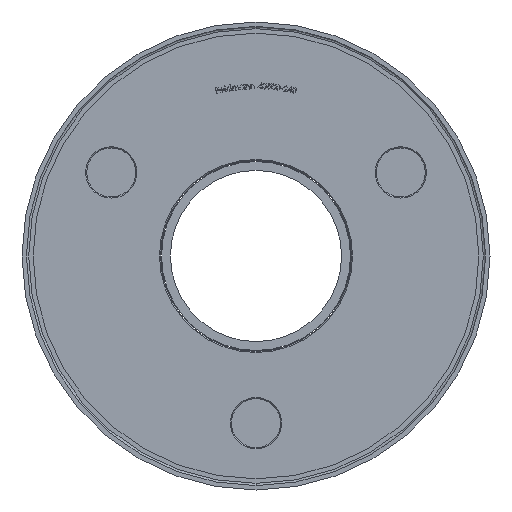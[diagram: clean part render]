
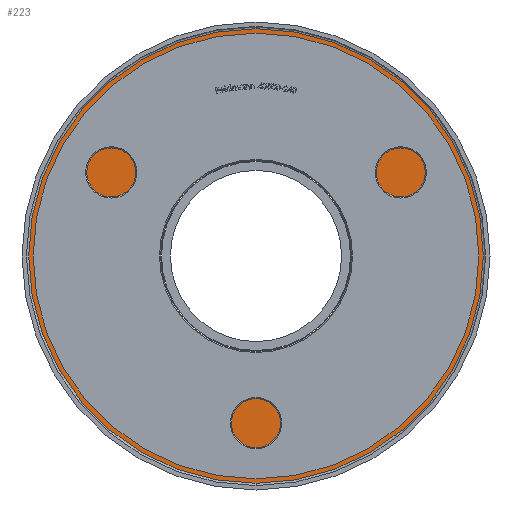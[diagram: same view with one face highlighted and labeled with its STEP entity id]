
A CAD part, front view. The second image highlights one B-rep face of the part: STEP entity #223.
In plain terms, the highlighted planar face has unit normal (0, -1, 0).
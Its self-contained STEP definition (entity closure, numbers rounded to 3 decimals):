
#70 = EDGE_CURVE ( 'NONE', #2795, #7746, #6360, .T. ) ;
#223 = ADVANCED_FACE ( 'NONE', ( #9907, #11782 ), #9076, .F. ) ;
#925 = AXIS2_PLACEMENT_3D ( 'NONE', #2736, #6107, #14401 ) ;
#1328 = CARTESIAN_POINT ( 'NONE',  ( 0., 24., 0. ) ) ;
#1499 = EDGE_CURVE ( 'NONE', #11142, #12070, #4344, .T. ) ;
#2053 = ORIENTED_EDGE ( 'NONE', *, *, #70, .T. ) ;
#2319 = AXIS2_PLACEMENT_3D ( 'NONE', #7998, #14886, #7889 ) ;
#2365 = AXIS2_PLACEMENT_3D ( 'NONE', #11956, #8462, #8510 ) ;
#2524 = DIRECTION ( 'NONE',  ( 0., -1., 0. ) ) ;
#2736 = CARTESIAN_POINT ( 'NONE',  ( 0., 24., 0. ) ) ;
#2795 = VERTEX_POINT ( 'NONE', #3358 ) ;
#3358 = CARTESIAN_POINT ( 'NONE',  ( 0., 24., -51. ) ) ;
#3657 = EDGE_CURVE ( 'NONE', #7746, #2795, #4297, .T. ) ;
#4297 = CIRCLE ( 'NONE', #2365, 51. ) ;
#4344 = CIRCLE ( 'NONE', #5378, 21.5 ) ;
#5378 = AXIS2_PLACEMENT_3D ( 'NONE', #11300, #7773, #5427 ) ;
#5427 = DIRECTION ( 'NONE',  ( 0., 0., -1. ) ) ;
#6107 = DIRECTION ( 'NONE',  ( 0., -1., 0. ) ) ;
#6141 = ORIENTED_EDGE ( 'NONE', *, *, #6736, .F. ) ;
#6360 = CIRCLE ( 'NONE', #925, 51. ) ;
#6736 = EDGE_CURVE ( 'NONE', #12070, #11142, #8907, .T. ) ;
#7746 = VERTEX_POINT ( 'NONE', #9042 ) ;
#7773 = DIRECTION ( 'NONE',  ( 0., -1., 0. ) ) ;
#7889 = DIRECTION ( 'NONE',  ( 0., 0., 1. ) ) ;
#7998 = CARTESIAN_POINT ( 'NONE',  ( -51., 24., 0. ) ) ;
#8462 = DIRECTION ( 'NONE',  ( 0., -1., 0. ) ) ;
#8510 = DIRECTION ( 'NONE',  ( 0., 0., -1. ) ) ;
#8907 = CIRCLE ( 'NONE', #12897, 21.5 ) ;
#9042 = CARTESIAN_POINT ( 'NONE',  ( 0., 24., 51. ) ) ;
#9076 = PLANE ( 'NONE',  #2319 ) ;
#9907 = FACE_BOUND ( 'NONE', #13267, .T. ) ;
#10952 = ORIENTED_EDGE ( 'NONE', *, *, #1499, .F. ) ;
#11142 = VERTEX_POINT ( 'NONE', #15234 ) ;
#11300 = CARTESIAN_POINT ( 'NONE',  ( 0., 24., 0. ) ) ;
#11782 = FACE_OUTER_BOUND ( 'NONE', #14884, .T. ) ;
#11956 = CARTESIAN_POINT ( 'NONE',  ( 0., 24., 0. ) ) ;
#12070 = VERTEX_POINT ( 'NONE', #12101 ) ;
#12101 = CARTESIAN_POINT ( 'NONE',  ( 0., 24., -21.5 ) ) ;
#12369 = ORIENTED_EDGE ( 'NONE', *, *, #3657, .T. ) ;
#12897 = AXIS2_PLACEMENT_3D ( 'NONE', #1328, #2524, #13215 ) ;
#13215 = DIRECTION ( 'NONE',  ( 0., 0., -1. ) ) ;
#13267 = EDGE_LOOP ( 'NONE', ( #6141, #10952 ) ) ;
#14401 = DIRECTION ( 'NONE',  ( 0., 0., -1. ) ) ;
#14884 = EDGE_LOOP ( 'NONE', ( #2053, #12369 ) ) ;
#14886 = DIRECTION ( 'NONE',  ( 0., 1., 0. ) ) ;
#15234 = CARTESIAN_POINT ( 'NONE',  ( 0., 24., 21.5 ) ) ;
